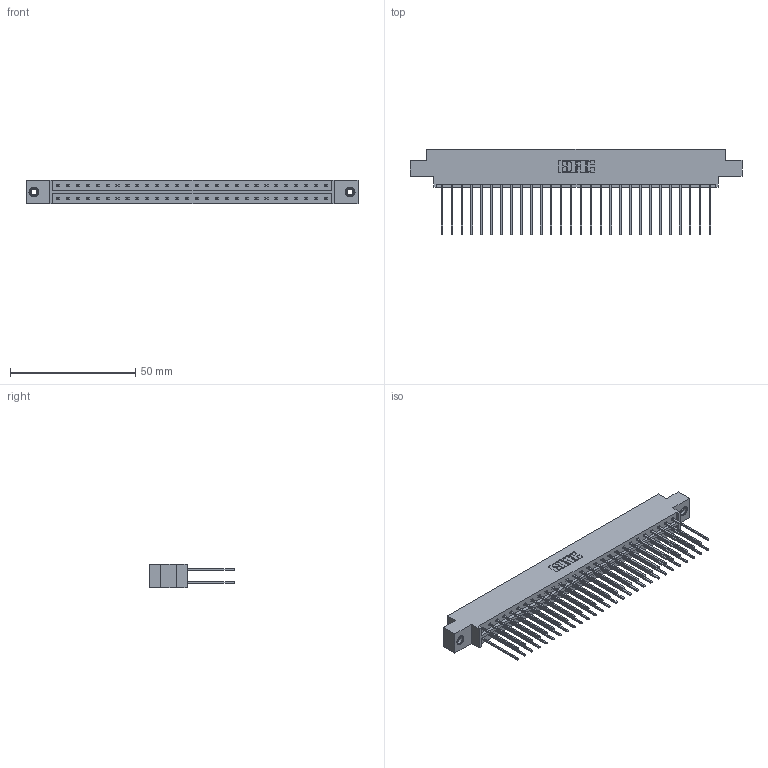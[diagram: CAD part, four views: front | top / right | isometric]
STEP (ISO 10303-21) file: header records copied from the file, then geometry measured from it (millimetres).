
FILE_DESCRIPTION (( 'STEP AP203' ), '1' );
FILE_NAME ('833-056-541-808.STEP', '2020-06-04T22:51:30', ( '' ), ( '' ), 'SwSTEP 2.0', 'SolidWorks 2020', '' );
FILE_SCHEMA (( 'CONFIG_CONTROL_DESIGN' ));
Length unit declared in the file: inch
Products named in the file (4): 345-292-001_345-293-141; 345-250-001_345-250-003-102; 833-056-541-808; 833 Part_Offset - .156 Dia - TI
Assembly tree (59 placements, depth 2):
  833-056-541-808
    833 Part_Offset - .156 Dia - TI
    345-292-001_345-293-141  x56
    345-250-001_345-250-003-102  x2
Bounding box: 132.49 x 34.3 x 9.4 mm (x, y, z)
Volume: 13482.1 mm3; surface area: 17631.2 mm2
Topology: 59 solids, 59 shells, 3090 faces, 9139 edges, 6010 vertices
Faces by surface type: plane 2122, cylinder 952, cone 12, torus 4
Entity records: 21160 total; most frequent: CARTESIAN_POINT 3509, ORIENTED_EDGE 3438, DIRECTION 3053, EDGE_CURVE 1719, LINE 1571, VECTOR 1571, VERTEX_POINT 1140, AXIS2_PLACEMENT_3D 741
